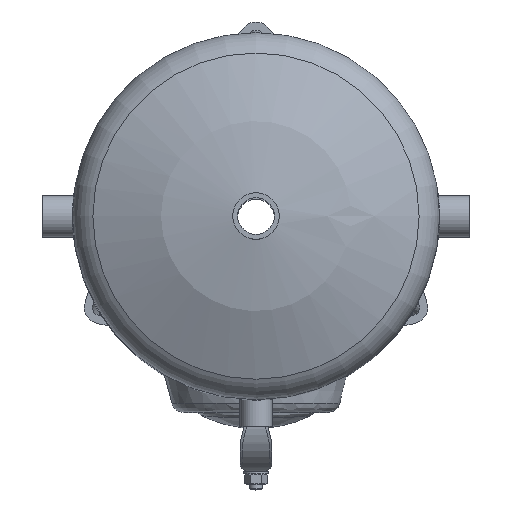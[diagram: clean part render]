
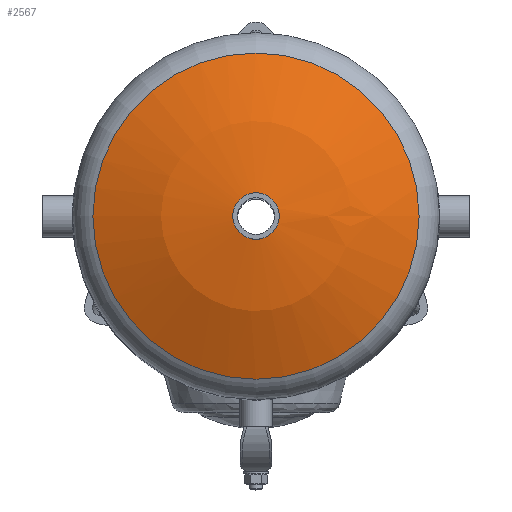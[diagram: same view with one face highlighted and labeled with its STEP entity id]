
A CAD part, top view. The second image highlights one B-rep face of the part: STEP entity #2567.
In plain terms, the highlighted spherical face has radius 450 mm.
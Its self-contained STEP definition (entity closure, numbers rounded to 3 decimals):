
#600=SPHERICAL_SURFACE('',#2856,450.);
#687=FACE_BOUND('',#1078,.T.);
#839=FACE_OUTER_BOUND('',#1077,.T.);
#1077=EDGE_LOOP('',(#2358));
#1078=EDGE_LOOP('',(#2359));
#1165=CIRCLE('',#2844,28.5);
#1171=CIRCLE('',#2855,200.);
#1404=VERTEX_POINT('',#20496);
#1410=VERTEX_POINT('',#20513);
#1721=EDGE_CURVE('',#1404,#1404,#1165,.T.);
#1727=EDGE_CURVE('',#1410,#1410,#1171,.T.);
#2358=ORIENTED_EDGE('',*,*,#1721,.T.);
#2359=ORIENTED_EDGE('',*,*,#1727,.T.);
#2567=ADVANCED_FACE('',(#839,#687),#600,.T.);
#2844=AXIS2_PLACEMENT_3D('',#20497,#3506,#3507);
#2855=AXIS2_PLACEMENT_3D('',#20514,#3528,#3529);
#2856=AXIS2_PLACEMENT_3D('',#20515,#3530,#3531);
#3506=DIRECTION('center_axis',(0.,0.,-1.));
#3507=DIRECTION('ref_axis',(1.,0.,0.));
#3528=DIRECTION('center_axis',(0.,0.,1.));
#3529=DIRECTION('ref_axis',(1.,0.,0.));
#3530=DIRECTION('center_axis',(0.,0.,1.));
#3531=DIRECTION('ref_axis',(1.,0.,0.));
#20496=CARTESIAN_POINT('',(-28.5,0.,114.097));
#20497=CARTESIAN_POINT('Origin',(0.,0.,114.097));
#20513=CARTESIAN_POINT('',(200.,0.,68.113));
#20514=CARTESIAN_POINT('Origin',(0.,0.,68.113));
#20515=CARTESIAN_POINT('Origin',(0.,0.,-335.));
